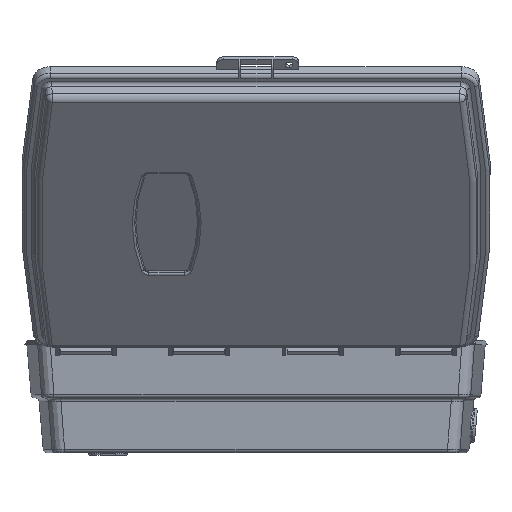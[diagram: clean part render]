
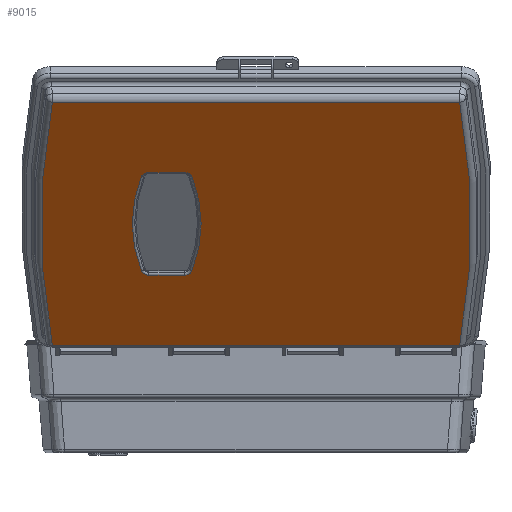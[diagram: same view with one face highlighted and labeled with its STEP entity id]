
A CAD part, left-side view. The second image highlights one B-rep face of the part: STEP entity #9015.
In plain terms, the highlighted face is planar.
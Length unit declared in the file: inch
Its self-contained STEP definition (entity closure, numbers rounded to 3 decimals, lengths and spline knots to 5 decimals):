
#1212 = DIRECTION ( 'NONE',  ( 0., 0., -1. ) ) ;
#1246 = CIRCLE ( 'NONE', #34975, 0.23622 ) ;
#2634 = CARTESIAN_POINT ( 'NONE',  ( 0., 8.07087, 0.98425 ) ) ;
#3309 = CIRCLE ( 'NONE', #27542, 6.37795 ) ;
#3611 = AXIS2_PLACEMENT_3D ( 'NONE', #10922, #23721, #52876 ) ;
#3824 = CARTESIAN_POINT ( 'NONE',  ( 4.85162, 6.28438, 0.98425 ) ) ;
#3898 = AXIS2_PLACEMENT_3D ( 'NONE', #53778, #20160, #41209 ) ;
#4151 = EDGE_CURVE ( 'NONE', #42168, #28538, #26385, .T. ) ;
#6085 = CARTESIAN_POINT ( 'NONE',  ( 4.85162, 6.43957, 0.98425 ) ) ;
#6359 = AXIS2_PLACEMENT_3D ( 'NONE', #24193, #19533, #15910 ) ;
#7360 = CARTESIAN_POINT ( 'NONE',  ( 0., 26.35827, 0.98425 ) ) ;
#7468 = CARTESIAN_POINT ( 'NONE',  ( -1.88068, 1.9765, 0.98425 ) ) ;
#7496 = EDGE_CURVE ( 'NONE', #12313, #43928, #25005, .T. ) ;
#8264 = EDGE_CURVE ( 'NONE', #28538, #33976, #34364, .T. ) ;
#8858 = ORIENTED_EDGE ( 'NONE', *, *, #4151, .T. ) ;
#8874 = AXIS2_PLACEMENT_3D ( 'NONE', #2634, #19482, #52759 ) ;
#8960 = CARTESIAN_POINT ( 'NONE',  ( 1.88068, 3.53531, 0.98425 ) ) ;
#9015 = ADVANCED_FACE ( 'NONE', ( #32227, #30888 ), #19899, .T. ) ;
#9755 = AXIS2_PLACEMENT_3D ( 'NONE', #19706, #53497, #12099 ) ;
#10562 = EDGE_CURVE ( 'NONE', #41539, #46012, #3309, .T. ) ;
#10922 = CARTESIAN_POINT ( 'NONE',  ( 0., -26.35827, 0.98425 ) ) ;
#11126 = DIRECTION ( 'NONE',  ( 0., 0., 1. ) ) ;
#12099 = DIRECTION ( 'NONE',  ( 1., 0., 0. ) ) ;
#12313 = VERTEX_POINT ( 'NONE', #7468 ) ;
#12467 = CARTESIAN_POINT ( 'NONE',  ( 1.88068, 1.9765, 0.98425 ) ) ;
#12560 = CIRCLE ( 'NONE', #3898, 0.23622 ) ;
#13772 = EDGE_CURVE ( 'NONE', #40249, #41539, #12560, .T. ) ;
#13896 = ORIENTED_EDGE ( 'NONE', *, *, #7496, .T. ) ;
#14134 = VERTEX_POINT ( 'NONE', #14860 ) ;
#14418 = EDGE_CURVE ( 'NONE', #43928, #40249, #15673, .T. ) ;
#14860 = CARTESIAN_POINT ( 'NONE',  ( 4.85162, -6.28438, 0.98425 ) ) ;
#15673 = LINE ( 'NONE', #33523, #36464 ) ;
#15841 = DIRECTION ( 'NONE',  ( 0., -1., 0. ) ) ;
#15910 = DIRECTION ( 'NONE',  ( 1., 0., 0. ) ) ;
#15992 = DIRECTION ( 'NONE',  ( 1., 0., 0. ) ) ;
#17066 = LINE ( 'NONE', #50976, #41108 ) ;
#17950 = EDGE_CURVE ( 'NONE', #14134, #42168, #52773, .T. ) ;
#17975 = AXIS2_PLACEMENT_3D ( 'NONE', #30883, #1212, #39094 ) ;
#18243 = ORIENTED_EDGE ( 'NONE', *, *, #20525, .T. ) ;
#18808 = CARTESIAN_POINT ( 'NONE',  ( -2.04724, 3.3096, 0.98425 ) ) ;
#19482 = DIRECTION ( 'NONE',  ( 0., 0., -1. ) ) ;
#19533 = DIRECTION ( 'NONE',  ( 0., 0., 1. ) ) ;
#19604 = VERTEX_POINT ( 'NONE', #28256 ) ;
#19706 = CARTESIAN_POINT ( 'NONE',  ( -1.81102, 2.20221, 0.98425 ) ) ;
#19899 = PLANE ( 'NONE',  #6359 ) ;
#20160 = DIRECTION ( 'NONE',  ( 0., 0., -1. ) ) ;
#20525 = EDGE_CURVE ( 'NONE', #19604, #39330, #17066, .T. ) ;
#20751 = EDGE_LOOP ( 'NONE', ( #39428, #44033, #18243, #53589, #32257, #13896, #32632, #52985 ) ) ;
#21900 = EDGE_LOOP ( 'NONE', ( #27455, #8858, #31128, #26599 ) ) ;
#22633 = DIRECTION ( 'NONE',  ( 1., 0., 0. ) ) ;
#23103 = EDGE_CURVE ( 'NONE', #39330, #30213, #44683, .T. ) ;
#23273 = VECTOR ( 'NONE', #15841, 39.37008 ) ;
#23721 = DIRECTION ( 'NONE',  ( 0., 0., 1. ) ) ;
#24193 = CARTESIAN_POINT ( 'NONE',  ( 0., -26.35827, 0.98425 ) ) ;
#25005 = CIRCLE ( 'NONE', #9755, 0.23622 ) ;
#25673 = EDGE_CURVE ( 'NONE', #33976, #14134, #26540, .T. ) ;
#26385 = CIRCLE ( 'NONE', #3611, 33.00123 ) ;
#26540 = CIRCLE ( 'NONE', #44952, 33.00123 ) ;
#26599 = ORIENTED_EDGE ( 'NONE', *, *, #25673, .T. ) ;
#26697 = EDGE_CURVE ( 'NONE', #30213, #12313, #33603, .T. ) ;
#27455 = ORIENTED_EDGE ( 'NONE', *, *, #17950, .T. ) ;
#27542 = AXIS2_PLACEMENT_3D ( 'NONE', #31530, #30976, #22633 ) ;
#27819 = DIRECTION ( 'NONE',  ( 0., 0., -1. ) ) ;
#28256 = CARTESIAN_POINT ( 'NONE',  ( 2.04724, 3.3096, 0.98425 ) ) ;
#28538 = VERTEX_POINT ( 'NONE', #50305 ) ;
#30213 = VERTEX_POINT ( 'NONE', #12467 ) ;
#30883 = CARTESIAN_POINT ( 'NONE',  ( 1.81102, 2.20221, 0.98425 ) ) ;
#30888 = FACE_OUTER_BOUND ( 'NONE', #21900, .T. ) ;
#30976 = DIRECTION ( 'NONE',  ( 0., 0., -1. ) ) ;
#31128 = ORIENTED_EDGE ( 'NONE', *, *, #8264, .T. ) ;
#31530 = CARTESIAN_POINT ( 'NONE',  ( 0., -2.55906, 0.98425 ) ) ;
#31589 = DIRECTION ( 'NONE',  ( 0., 1., 0. ) ) ;
#32197 = CARTESIAN_POINT ( 'NONE',  ( -1.88068, 3.53531, 0.98425 ) ) ;
#32227 = FACE_BOUND ( 'NONE', #20751, .T. ) ;
#32257 = ORIENTED_EDGE ( 'NONE', *, *, #26697, .T. ) ;
#32632 = ORIENTED_EDGE ( 'NONE', *, *, #14418, .T. ) ;
#33523 = CARTESIAN_POINT ( 'NONE',  ( -2.04724, 3.3096, 0.98425 ) ) ;
#33603 = CIRCLE ( 'NONE', #8874, 6.37795 ) ;
#33606 = CARTESIAN_POINT ( 'NONE',  ( -2.04724, 2.20221, 0.98425 ) ) ;
#33896 = DIRECTION ( 'NONE',  ( 0., -1., 0. ) ) ;
#33976 = VERTEX_POINT ( 'NONE', #44346 ) ;
#34364 = LINE ( 'NONE', #40684, #23273 ) ;
#34975 = AXIS2_PLACEMENT_3D ( 'NONE', #52842, #27819, #40607 ) ;
#36464 = VECTOR ( 'NONE', #50104, 39.37008 ) ;
#39094 = DIRECTION ( 'NONE',  ( 1., 0., 0. ) ) ;
#39330 = VERTEX_POINT ( 'NONE', #52309 ) ;
#39428 = ORIENTED_EDGE ( 'NONE', *, *, #10562, .T. ) ;
#40249 = VERTEX_POINT ( 'NONE', #18808 ) ;
#40607 = DIRECTION ( 'NONE',  ( 1., 0., 0. ) ) ;
#40684 = CARTESIAN_POINT ( 'NONE',  ( -4.85162, -6.43957, 0.98425 ) ) ;
#41108 = VECTOR ( 'NONE', #33896, 39.37008 ) ;
#41209 = DIRECTION ( 'NONE',  ( 1., 0., 0. ) ) ;
#41539 = VERTEX_POINT ( 'NONE', #32197 ) ;
#42168 = VERTEX_POINT ( 'NONE', #3824 ) ;
#42572 = EDGE_CURVE ( 'NONE', #46012, #19604, #1246, .T. ) ;
#43928 = VERTEX_POINT ( 'NONE', #33606 ) ;
#44033 = ORIENTED_EDGE ( 'NONE', *, *, #42572, .T. ) ;
#44346 = CARTESIAN_POINT ( 'NONE',  ( -4.85162, -6.28438, 0.98425 ) ) ;
#44683 = CIRCLE ( 'NONE', #17975, 0.23622 ) ;
#44952 = AXIS2_PLACEMENT_3D ( 'NONE', #7360, #11126, #15992 ) ;
#45636 = VECTOR ( 'NONE', #31589, 39.37008 ) ;
#46012 = VERTEX_POINT ( 'NONE', #8960 ) ;
#50104 = DIRECTION ( 'NONE',  ( 0., 1., 0. ) ) ;
#50305 = CARTESIAN_POINT ( 'NONE',  ( -4.85162, 6.28438, 0.98425 ) ) ;
#50976 = CARTESIAN_POINT ( 'NONE',  ( 2.04724, 2.20221, 0.98425 ) ) ;
#52309 = CARTESIAN_POINT ( 'NONE',  ( 2.04724, 2.20221, 0.98425 ) ) ;
#52759 = DIRECTION ( 'NONE',  ( 1., 0., 0. ) ) ;
#52773 = LINE ( 'NONE', #6085, #45636 ) ;
#52842 = CARTESIAN_POINT ( 'NONE',  ( 1.81102, 3.3096, 0.98425 ) ) ;
#52876 = DIRECTION ( 'NONE',  ( 1., 0., 0. ) ) ;
#52985 = ORIENTED_EDGE ( 'NONE', *, *, #13772, .T. ) ;
#53497 = DIRECTION ( 'NONE',  ( 0., 0., -1. ) ) ;
#53589 = ORIENTED_EDGE ( 'NONE', *, *, #23103, .T. ) ;
#53778 = CARTESIAN_POINT ( 'NONE',  ( -1.81102, 3.3096, 0.98425 ) ) ;
